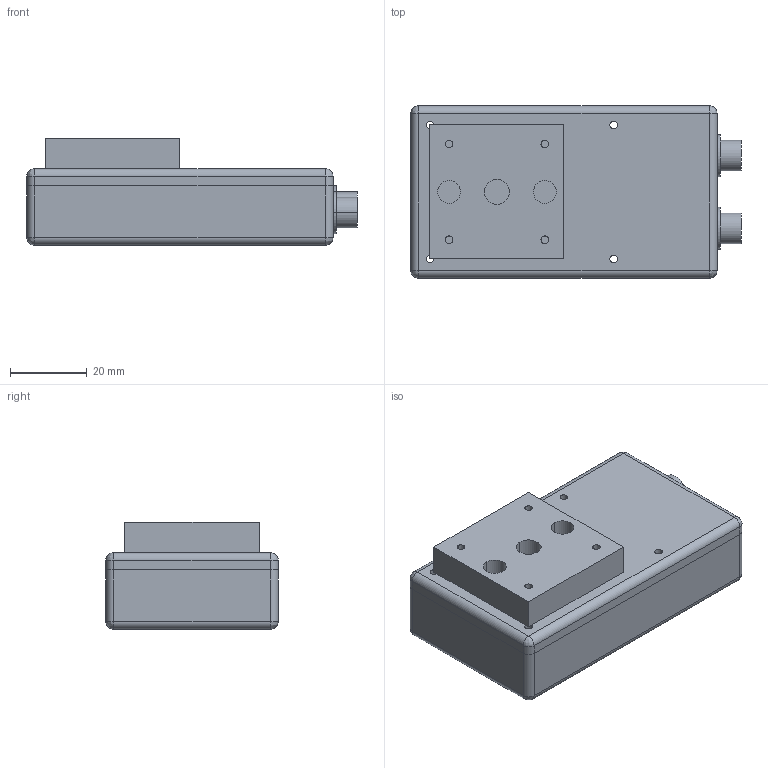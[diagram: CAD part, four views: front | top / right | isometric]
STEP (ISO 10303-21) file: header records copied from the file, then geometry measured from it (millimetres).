
FILE_DESCRIPTION (( 'STEP AP214' ), '1' );
FILE_NAME ('NanoGehäuse_Aussenform.STEP', '2014-06-25T13:34:36', ( '' ), ( '' ), 'SwSTEP 2.0', 'SolidWorks 2012', '' );
FILE_SCHEMA (( 'AUTOMOTIVE_DESIGN' ));
Length unit declared in the file: millimetre
Products named in the file (6): Aufkleber-1; Befestigungsblock-1; Gehäuse_Rückseite; Gehäuse-1; HRS10A-1; NanoGehäuse_Aussenform
Assembly tree (6 placements, depth 2):
  NanoGehäuse_Aussenform
    HRS10A-1  x2
    Gehäuse-1
    Gehäuse_Rückseite
    Befestigungsblock-1
    Aufkleber-1
Bounding box: 86.3 x 45 x 28.2 mm (x, y, z)
Volume: 35883.6 mm3; surface area: 30817.7 mm2
Topology: 6 solids, 6 shells, 318 faces, 843 edges, 546 vertices
Faces by surface type: cylinder 197, plane 105, bspline 8, cone 8
Entity records: 13209 total; most frequent: DIRECTION 1779, CARTESIAN_POINT 1768, ORIENTED_EDGE 1586, EDGE_CURVE 793, AXIS2_PLACEMENT_3D 689, VERTEX_POINT 518, LINE 401, VECTOR 401
